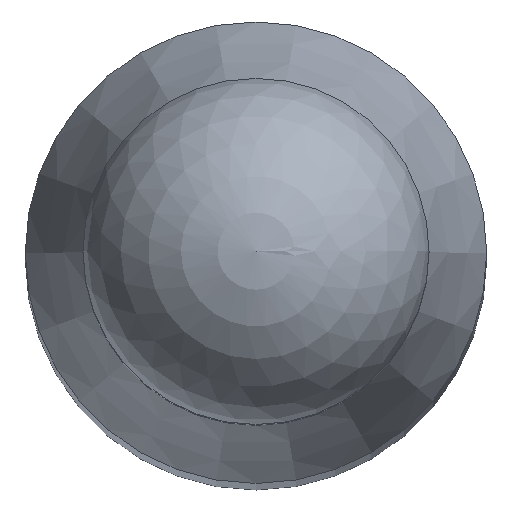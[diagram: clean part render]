
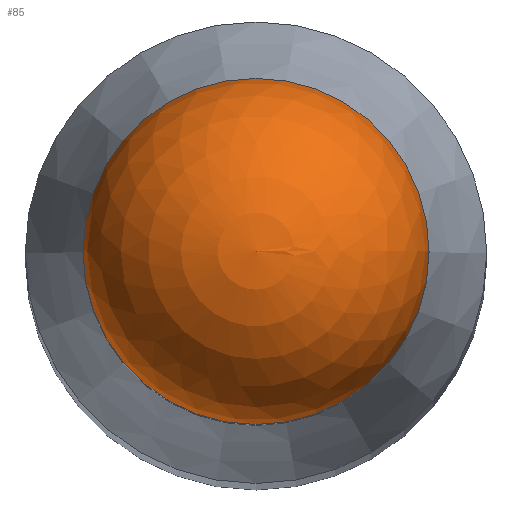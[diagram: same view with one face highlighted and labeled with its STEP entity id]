
A CAD part, top view. The second image highlights one B-rep face of the part: STEP entity #85.
In plain terms, the highlighted spherical face has radius 1.191 mm.
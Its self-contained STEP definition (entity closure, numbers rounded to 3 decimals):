
#37=SPHERICAL_SURFACE('',#217,1.191);
#85=ADVANCED_FACE('',(#97),#37,.T.);
#97=FACE_OUTER_BOUND('',#113,.T.);
#113=EDGE_LOOP('',(#131));
#131=ORIENTED_EDGE('',*,*,#151,.F.);
#142=VERTEX_POINT('',#313);
#151=EDGE_CURVE('',#142,#142,#160,.T.);
#160=CIRCLE('',#216,1.191);
#216=AXIS2_PLACEMENT_3D('',#312,#261,#262);
#217=AXIS2_PLACEMENT_3D('',#314,#263,#264);
#261=DIRECTION('',(0.,0.,-1.));
#262=DIRECTION('',(-1.,0.,0.));
#263=DIRECTION('',(0.,0.,-1.));
#264=DIRECTION('',(1.,0.,0.));
#312=CARTESIAN_POINT('',(0.,0.,-1.191));
#313=CARTESIAN_POINT('',(-1.191,0.,-1.191));
#314=CARTESIAN_POINT('',(0.,0.,-1.191));
